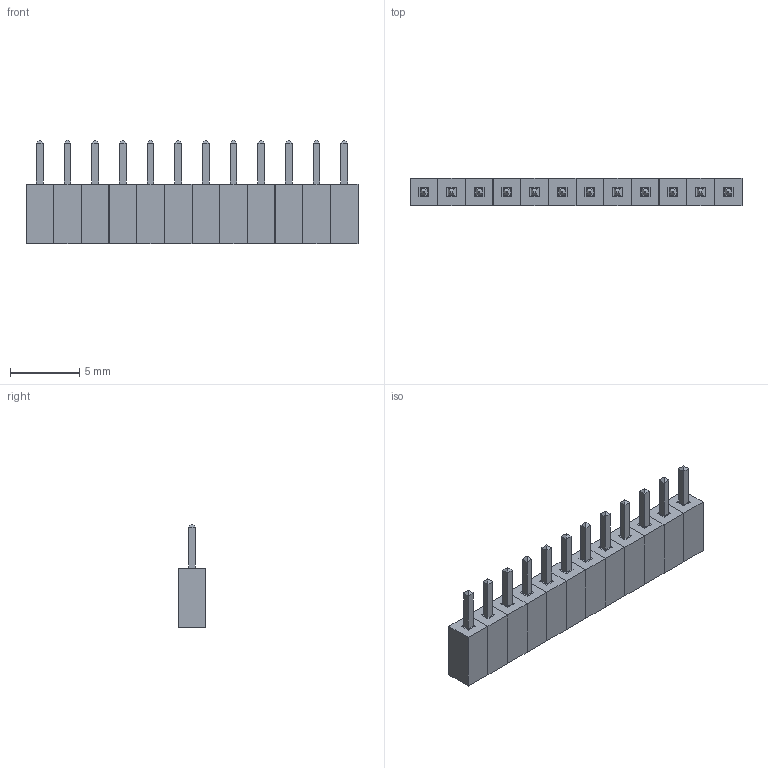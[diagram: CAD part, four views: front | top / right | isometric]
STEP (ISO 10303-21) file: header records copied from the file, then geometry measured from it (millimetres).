
FILE_DESCRIPTION (( 'STEP AP214' ), '1' );
FILE_NAME ('User Library-PBS2-12.STEP', '2020-03-30T12:43:36', ( '' ), ( '' ), 'SwSTEP 2.0', 'SolidWorks 2019', '' );
FILE_SCHEMA (( 'AUTOMOTIVE_DESIGN' ));
Length unit declared in the file: millimetre
Products named in the file (16): PBS2; PBS2_2; User Library-PBS2-12; PBS2_3; PBS2_1
Assembly tree (48 placements, depth 3):
  User Library-PBS2-12
    PBS2
      PBS2_1
      PBS2_2
      PBS2_3
    PBS2
      PBS2_1
      PBS2_2
      PBS2_3
    PBS2
      PBS2_1
      PBS2_2
      PBS2_3
    PBS2
      PBS2_1
      PBS2_2
      PBS2_3
    PBS2
      PBS2_1
      PBS2_2
      PBS2_3
    PBS2
      PBS2_1
      PBS2_2
      PBS2_3
    PBS2
      PBS2_1
      PBS2_2
      PBS2_3
    PBS2
      PBS2_1
      PBS2_2
      PBS2_3
    PBS2
      PBS2_1
      PBS2_2
      PBS2_3
    PBS2
      PBS2_1
      PBS2_2
      PBS2_3
    PBS2
      PBS2_1
      PBS2_2
      PBS2_3
    PBS2
      PBS2_1
      PBS2_2
      PBS2_3
Bounding box: 24 x 2 x 7.45 mm (x, y, z)
Volume: 202.6 mm3; surface area: 973 mm2
Topology: 36 solids, 36 shells, 360 faces, 816 edges, 528 vertices
Faces by surface type: plane 360
Entity records: 1888 total; most frequent: DIRECTION 254, CARTESIAN_POINT 205, ORIENTED_EDGE 136, AXIS2_PLACEMENT_3D 93, EDGE_CURVE 68, LINE 68, VECTOR 68, PRODUCT_DEFINITION_SHAPE 64
